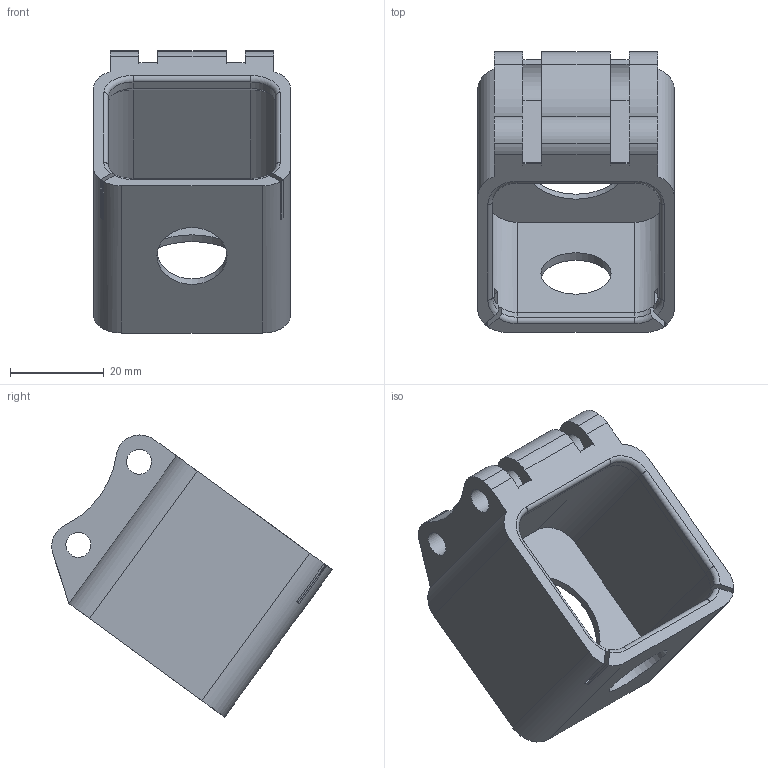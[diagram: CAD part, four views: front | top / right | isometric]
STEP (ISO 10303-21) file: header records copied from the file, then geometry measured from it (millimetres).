
FILE_DESCRIPTION(/* description */ (''),/* implementation_level */ '2;1');
FILE_NAME(/* name */ 'V1 session mount nano cam cam.stp',/* time_stamp */ '2022-06-24T11:59:43-06:00',/* author */ ('Steven'),/* organization */ (''),/* preprocessor_version */ 'ST-DEVELOPER v18',/* originating_system */ 'Autodesk Inventor 2020',/* authorisation */ '');
FILE_SCHEMA (('AUTOMOTIVE_DESIGN { 1 0 10303 214 3 1 1 }'));
Length unit declared in the file: millimetre
Products named in the file (1): V1 session mount nano cam cam
Bounding box: 42 x 59.94 x 60.28 mm (x, y, z)
Volume: 20943.7 mm3; surface area: 17049.8 mm2
Topology: 1 solids, 1 shells, 94 faces, 278 edges, 199 vertices
Faces by surface type: cylinder 42, plane 40, cone 6, torus 6
Full cylindrical faces by diameter (mm): 5.3 x6, 15 x1, 25 x1
Entity records: 3277 total; most frequent: CARTESIAN_POINT 612, DIRECTION 564, ORIENTED_EDGE 520, EDGE_CURVE 260, AXIS2_PLACEMENT_3D 212, VERTEX_POINT 168, LINE 140, VECTOR 140
